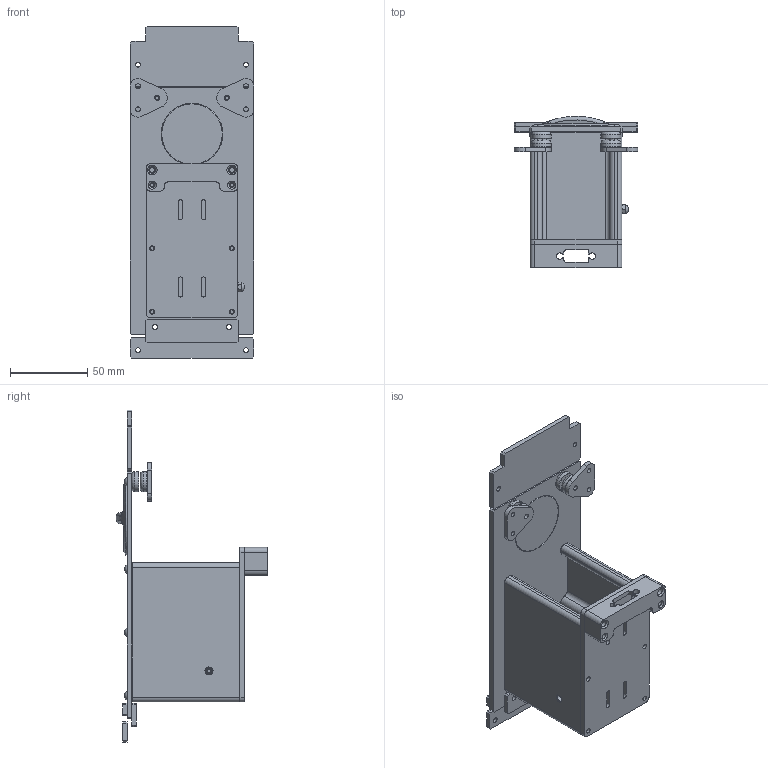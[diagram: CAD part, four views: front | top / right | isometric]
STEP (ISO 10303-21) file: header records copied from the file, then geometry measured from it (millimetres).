
FILE_DESCRIPTION(('FreeCAD Model'),'2;1');
FILE_NAME('Open CASCADE Shape Model','2022-12-27T23:51:42',(''),(''), 'Open CASCADE STEP processor 7.6','FreeCAD','Unknown');
FILE_SCHEMA(('AUTOMOTIVE_DESIGN { 1 0 10303 214 1 1 1 1 }'));
Length unit declared in the file: millimetre
Products named in the file (26): LogementBatterie; TrappeBatterie; CarterBatterie; ContrePlaque; SupportBatterie; PoigneeBatterie; Magnet; Visserie; M3x10-Screw; M3x10-Screw008; M3x10-Screw009; M3x6-Screw; M3x6-Screw001; M3x10-Screw012; M3x10-Screw013; M3x10-Screw014; M3-Nut; M3x6-Screw002; PlaqueArriere; BlocXT60; CacheSup; Fixe; CacheInf; SupportMagnetAssembled; SupportMagnet; CarterSup
Assembly tree (29 placements, depth 4):
  LogementBatterie
    TrappeBatterie
      CarterBatterie
      ContrePlaque
      SupportBatterie
      PoigneeBatterie
      Magnet  x2
      Visserie
        M3x10-Screw
        M3x10-Screw008
        M3x10-Screw009
        M3x6-Screw
        M3x6-Screw001
        M3x10-Screw012
        M3x10-Screw013
        M3x10-Screw014
        M3-Nut
        M3x6-Screw002
      PlaqueArriere
      BlocXT60
      CacheSup
    Fixe
      CacheInf
      SupportMagnetAssembled
        SupportMagnet  x2
        Magnet  x2
      CarterSup
Bounding box: 80 x 98 x 215 mm (x, y, z)
Volume: 135214.7 mm3; surface area: 108716.6 mm2
Topology: 25 solids, 25 shells, 582 faces, 1377 edges, 846 vertices
Faces by surface type: plane 257, cylinder 137, cone 128, bspline 28, sphere 19, revolution 13
Full cylindrical faces by diameter (mm): 2.459 x1, 3 x9, 3.2 x38, 4.2 x8, 4.3 x2, 13 x4, 40 x2, 48 x1
Entity records: 32948 total; most frequent: CARTESIAN_POINT 19139, DIRECTION 2911, ORIENTED_EDGE 2616, EDGE_CURVE 1308, AXIS2_PLACEMENT_3D 1110, VERTEX_POINT 810, LINE 681, VECTOR 681
